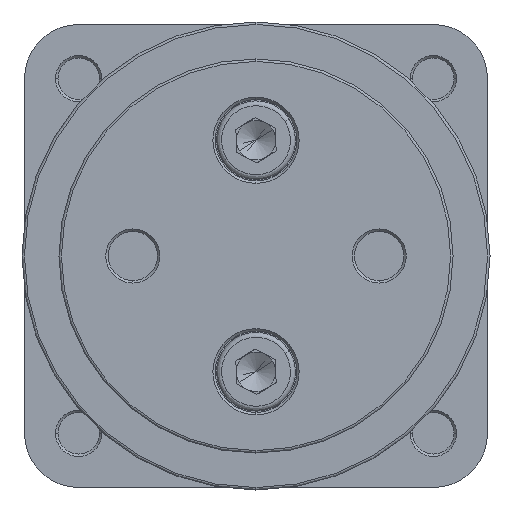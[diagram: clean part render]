
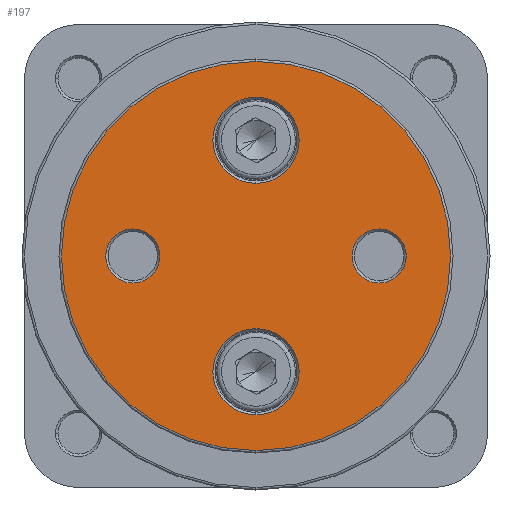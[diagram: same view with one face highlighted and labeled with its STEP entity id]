
A CAD part, left-side view. The second image highlights one B-rep face of the part: STEP entity #197.
In plain terms, the highlighted planar face has unit normal (-1, 0, 0).
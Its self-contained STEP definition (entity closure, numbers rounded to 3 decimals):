
#197 = ADVANCED_FACE ( 'NONE', ( #1193, #1191, #1196, #1198, #1194 ), #6827, .F. ) ;
#387 = EDGE_LOOP ( 'NONE', ( #4350, #4349 ) ) ;
#392 = EDGE_LOOP ( 'NONE', ( #4352, #4351 ) ) ;
#442 = EDGE_LOOP ( 'NONE', ( #4358, #4357 ) ) ;
#788 = EDGE_LOOP ( 'NONE', ( #4356, #4355 ) ) ;
#841 = VERTEX_POINT ( 'NONE', #7156 ) ;
#858 = VERTEX_POINT ( 'NONE', #7173 ) ;
#860 = VERTEX_POINT ( 'NONE', #7175 ) ;
#975 = VERTEX_POINT ( 'NONE', #7290 ) ;
#996 = VERTEX_POINT ( 'NONE', #7311 ) ;
#998 = VERTEX_POINT ( 'NONE', #7313 ) ;
#1030 = VERTEX_POINT ( 'NONE', #7345 ) ;
#1049 = VERTEX_POINT ( 'NONE', #7364 ) ;
#1067 = VERTEX_POINT ( 'NONE', #7382 ) ;
#1070 = VERTEX_POINT ( 'NONE', #7385 ) ;
#1191 = FACE_BOUND ( 'NONE', #788, .T. ) ;
#1193 = FACE_OUTER_BOUND ( 'NONE', #442, .T. ) ;
#1194 = FACE_BOUND ( 'NONE', #387, .T. ) ;
#1196 = FACE_BOUND ( 'NONE', #8116, .T. ) ;
#1198 = FACE_BOUND ( 'NONE', #392, .T. ) ;
#1412 = CIRCLE ( 'NONE', #5822, 5.5 ) ;
#1455 = CIRCLE ( 'NONE', #5834, 5.5 ) ;
#1518 = CIRCLE ( 'NONE', #5840, 5.5 ) ;
#1964 = CIRCLE ( 'NONE', #5975, 39.5 ) ;
#2235 = CARTESIAN_POINT ( 'NONE',  ( 0., -25., 0. ) ) ;
#2236 = DIRECTION ( 'NONE',  ( 1., 0., 0. ) ) ;
#2237 = DIRECTION ( 'NONE',  ( 0., 0., -1. ) ) ;
#2311 = CARTESIAN_POINT ( 'NONE',  ( 0., -25., 0. ) ) ;
#2312 = DIRECTION ( 'NONE',  ( 1., 0., 0. ) ) ;
#2313 = DIRECTION ( 'NONE',  ( 0., 0., -1. ) ) ;
#3023 = CARTESIAN_POINT ( 'NONE',  ( 0., 0., 0. ) ) ;
#3027 = DIRECTION ( 'NONE',  ( -1., 0., 0. ) ) ;
#3028 = DIRECTION ( 'NONE',  ( 0., 0., -1. ) ) ;
#3535 = CIRCLE ( 'NONE', #6060, 8.75 ) ;
#3540 = CIRCLE ( 'NONE', #6065, 39.5 ) ;
#3546 = CIRCLE ( 'NONE', #6070, 8.75 ) ;
#3548 = CIRCLE ( 'NONE', #6072, 5.5 ) ;
#3549 = CIRCLE ( 'NONE', #6073, 8.75 ) ;
#3561 = CIRCLE ( 'NONE', #6077, 8.75 ) ;
#4008 = CARTESIAN_POINT ( 'NONE',  ( 0., 0., -23.5 ) ) ;
#4018 = DIRECTION ( 'NONE',  ( 1., 0., 0. ) ) ;
#4019 = DIRECTION ( 'NONE',  ( 0., 0., -1. ) ) ;
#4027 = CARTESIAN_POINT ( 'NONE',  ( 0., 0., 0. ) ) ;
#4034 = DIRECTION ( 'NONE',  ( -1., 0., 0. ) ) ;
#4035 = DIRECTION ( 'NONE',  ( 0., 0., -1. ) ) ;
#4042 = CARTESIAN_POINT ( 'NONE',  ( 0., 0., -23.5 ) ) ;
#4048 = CARTESIAN_POINT ( 'NONE',  ( 0., 25., 0. ) ) ;
#4049 = DIRECTION ( 'NONE',  ( 1., 0., 0. ) ) ;
#4050 = DIRECTION ( 'NONE',  ( 0., 0., -1. ) ) ;
#4051 = CARTESIAN_POINT ( 'NONE',  ( 0., 0., 23.5 ) ) ;
#4054 = DIRECTION ( 'NONE',  ( 1., 0., 0. ) ) ;
#4055 = DIRECTION ( 'NONE',  ( 0., 0., -1. ) ) ;
#4057 = DIRECTION ( 'NONE',  ( 1., 0., 0. ) ) ;
#4058 = DIRECTION ( 'NONE',  ( 0., 0., -1. ) ) ;
#4069 = CARTESIAN_POINT ( 'NONE',  ( 0., 0., 23.5 ) ) ;
#4077 = DIRECTION ( 'NONE',  ( 1., 0., 0. ) ) ;
#4078 = DIRECTION ( 'NONE',  ( 0., 0., -1. ) ) ;
#4229 = EDGE_CURVE ( 'NONE', #1067, #1030, #1412, .T. ) ;
#4256 = EDGE_CURVE ( 'NONE', #841, #1070, #1455, .T. ) ;
#4349 = ORIENTED_EDGE ( 'NONE', *, *, #8290, .T. ) ;
#4350 = ORIENTED_EDGE ( 'NONE', *, *, #4229, .T. ) ;
#4351 = ORIENTED_EDGE ( 'NONE', *, *, #5463, .T. ) ;
#4352 = ORIENTED_EDGE ( 'NONE', *, *, #4256, .T. ) ;
#4353 = ORIENTED_EDGE ( 'NONE', *, *, #8291, .T. ) ;
#4354 = ORIENTED_EDGE ( 'NONE', *, *, #8299, .T. ) ;
#4355 = ORIENTED_EDGE ( 'NONE', *, *, #8288, .T. ) ;
#4356 = ORIENTED_EDGE ( 'NONE', *, *, #8278, .T. ) ;
#4357 = ORIENTED_EDGE ( 'NONE', *, *, #7737, .T. ) ;
#4358 = ORIENTED_EDGE ( 'NONE', *, *, #8283, .T. ) ;
#5463 = EDGE_CURVE ( 'NONE', #1070, #841, #1518, .T. ) ;
#5726 = AXIS2_PLACEMENT_3D ( 'NONE', #6834, #6843, #6844 ) ;
#5822 = AXIS2_PLACEMENT_3D ( 'NONE', #7465, #7466, #7467 ) ;
#5834 = AXIS2_PLACEMENT_3D ( 'NONE', #2235, #2236, #2237 ) ;
#5840 = AXIS2_PLACEMENT_3D ( 'NONE', #2311, #2312, #2313 ) ;
#5975 = AXIS2_PLACEMENT_3D ( 'NONE', #3023, #3027, #3028 ) ;
#6060 = AXIS2_PLACEMENT_3D ( 'NONE', #4008, #4018, #4019 ) ;
#6065 = AXIS2_PLACEMENT_3D ( 'NONE', #4027, #4034, #4035 ) ;
#6070 = AXIS2_PLACEMENT_3D ( 'NONE', #4042, #4049, #4050 ) ;
#6072 = AXIS2_PLACEMENT_3D ( 'NONE', #4048, #4054, #4055 ) ;
#6073 = AXIS2_PLACEMENT_3D ( 'NONE', #4051, #4057, #4058 ) ;
#6077 = AXIS2_PLACEMENT_3D ( 'NONE', #4069, #4077, #4078 ) ;
#6827 = PLANE ( 'NONE',  #5726 ) ;
#6834 = CARTESIAN_POINT ( 'NONE',  ( 0., 0., 0. ) ) ;
#6843 = DIRECTION ( 'NONE',  ( 1., 0., 0. ) ) ;
#6844 = DIRECTION ( 'NONE',  ( 0., 0., -1. ) ) ;
#7156 = CARTESIAN_POINT ( 'NONE',  ( 0., -25., 5.5 ) ) ;
#7173 = CARTESIAN_POINT ( 'NONE',  ( 0., 0., 14.75 ) ) ;
#7175 = CARTESIAN_POINT ( 'NONE',  ( 0., 0., -32.25 ) ) ;
#7290 = CARTESIAN_POINT ( 'NONE',  ( 0., 0., 39.5 ) ) ;
#7311 = CARTESIAN_POINT ( 'NONE',  ( 0., 0., -14.75 ) ) ;
#7313 = CARTESIAN_POINT ( 'NONE',  ( 0., 0., -39.5 ) ) ;
#7345 = CARTESIAN_POINT ( 'NONE',  ( 0., 25., -5.5 ) ) ;
#7364 = CARTESIAN_POINT ( 'NONE',  ( 0., 0., 32.25 ) ) ;
#7382 = CARTESIAN_POINT ( 'NONE',  ( 0., 25., 5.5 ) ) ;
#7385 = CARTESIAN_POINT ( 'NONE',  ( 0., -25., -5.5 ) ) ;
#7465 = CARTESIAN_POINT ( 'NONE',  ( 0., 25., 0. ) ) ;
#7466 = DIRECTION ( 'NONE',  ( 1., 0., 0. ) ) ;
#7467 = DIRECTION ( 'NONE',  ( 0., 0., -1. ) ) ;
#7737 = EDGE_CURVE ( 'NONE', #975, #998, #1964, .T. ) ;
#8116 = EDGE_LOOP ( 'NONE', ( #4354, #4353 ) ) ;
#8278 = EDGE_CURVE ( 'NONE', #996, #860, #3535, .T. ) ;
#8283 = EDGE_CURVE ( 'NONE', #998, #975, #3540, .T. ) ;
#8288 = EDGE_CURVE ( 'NONE', #860, #996, #3546, .T. ) ;
#8290 = EDGE_CURVE ( 'NONE', #1030, #1067, #3548, .T. ) ;
#8291 = EDGE_CURVE ( 'NONE', #858, #1049, #3549, .T. ) ;
#8299 = EDGE_CURVE ( 'NONE', #1049, #858, #3561, .T. ) ;
